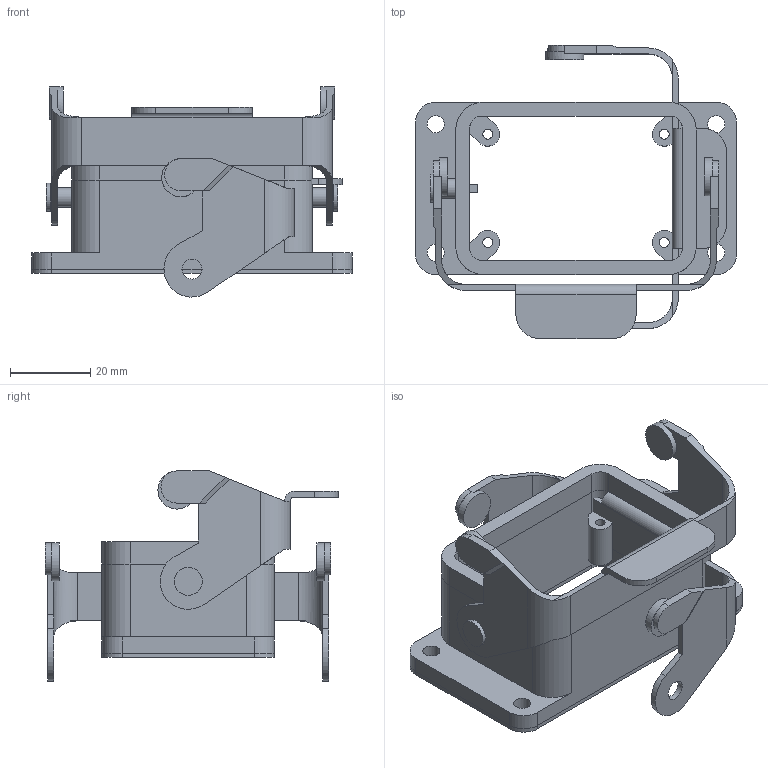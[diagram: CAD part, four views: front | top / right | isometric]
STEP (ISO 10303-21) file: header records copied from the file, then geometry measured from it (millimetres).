
FILE_DESCRIPTION( ( 'Unknown' ), '1' );
FILE_NAME( 'H_B_6_AG_ASM_C.stp', 'Unknown', ( 'Unknown' ), ( 'Unknown' ), 'PSStep 11.0', 'Unknown', ' ' );
FILE_SCHEMA( ( 'AUTOMOTIVE_DESIGN { 1 0 10303 214 1 1 1 1 }' ) );
Length unit declared in the file: millimetre
Products named in the file (5): Assem1; H_B_6_AG_C; H_B_6_LB_C
Bounding box: 80 x 73.1 x 52.38 mm (x, y, z)
Volume: 57126 mm3; surface area: 50803.8 mm2
Topology: 8 solids, 8 shells, 332 faces, 912 edges, 608 vertices
Faces by surface type: plane 196, cylinder 136
Full cylindrical faces by diameter (mm): 2.459 x8, 4.3 x16, 4.9 x4, 5 x4, 7 x4, 9.5 x4
Entity records: 6576 total; most frequent: DIRECTION 908, CARTESIAN_POINT 887, ORIENTED_EDGE 848, EDGE_CURVE 424, AXIS2_PLACEMENT_3D 313, VERTEX_POINT 292, LINE 282, VECTOR 282
